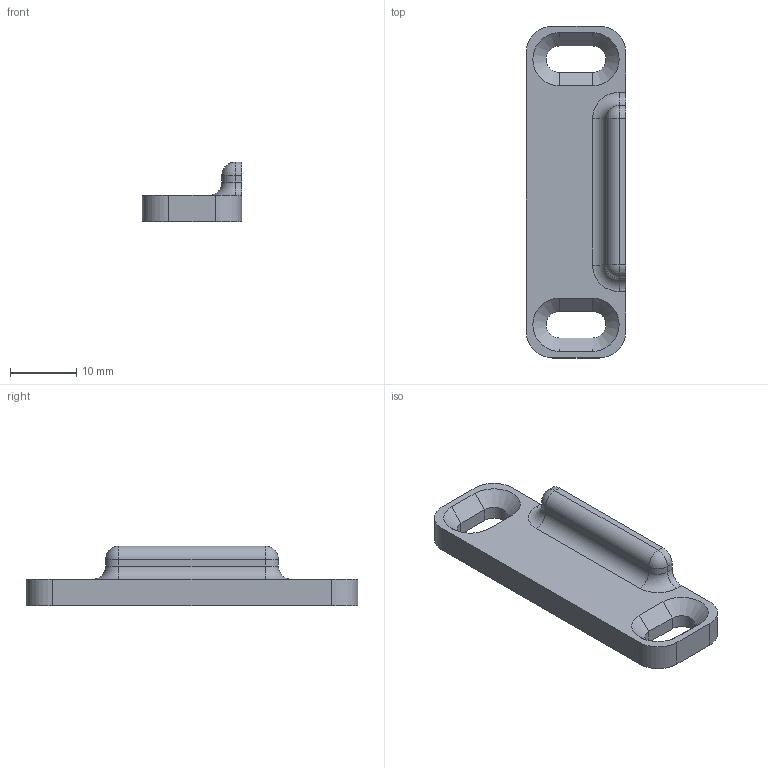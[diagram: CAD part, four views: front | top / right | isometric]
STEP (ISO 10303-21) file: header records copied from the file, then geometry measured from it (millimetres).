
FILE_DESCRIPTION(/* description */ (''),/* implementation_level */ '2;1');
FILE_NAME(/* name */ 'pageHolder v3.step',/* time_stamp */ '2024-08-25T17:34:19+02:00',/* author */ (''),/* organization */ (''),/* preprocessor_version */ 'ST-DEVELOPER v20',/* originating_system */ 'Autodesk Translation Framework v13.14.0.145',/* authorisation */ '');
FILE_SCHEMA (('AUTOMOTIVE_DESIGN { 1 0 10303 214 3 1 1 }'));
Length unit declared in the file: millimetre
Products named in the file (1): pageHolder
Bounding box: 15 x 50 x 9 mm (x, y, z)
Volume: 2961.3 mm3; surface area: 2202.3 mm2
Topology: 1 solids, 1 shells, 43 faces, 104 edges, 63 vertices
Faces by surface type: plane 19, cylinder 16, cone 4, torus 2, sphere 2
Entity records: 1285 total; most frequent: DIRECTION 230, CARTESIAN_POINT 211, ORIENTED_EDGE 208, EDGE_CURVE 104, AXIS2_PLACEMENT_3D 82, LINE 66, VECTOR 66, VERTEX_POINT 63
